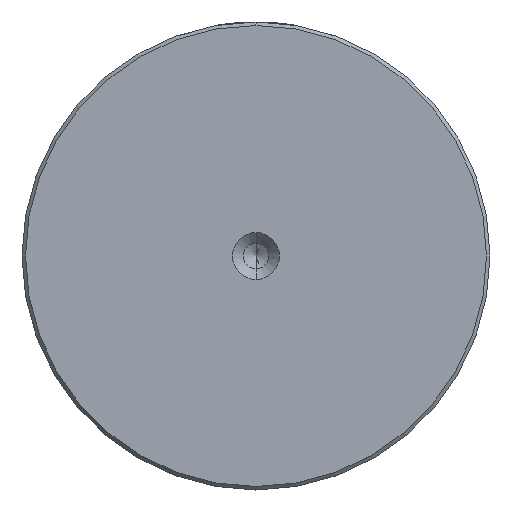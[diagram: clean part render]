
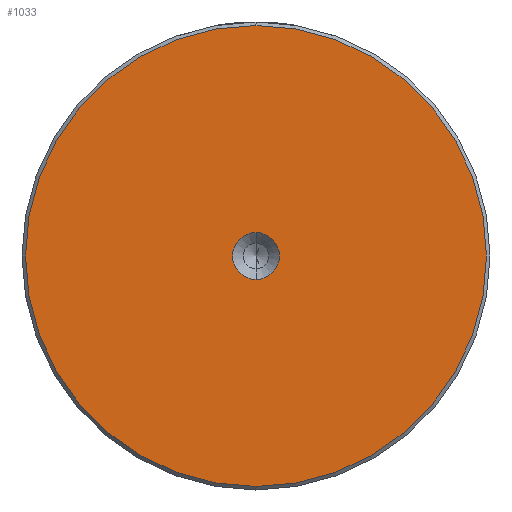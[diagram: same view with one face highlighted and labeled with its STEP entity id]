
A CAD part, left-side view. The second image highlights one B-rep face of the part: STEP entity #1033.
In plain terms, the highlighted planar face has unit normal (-1, 0, 0).
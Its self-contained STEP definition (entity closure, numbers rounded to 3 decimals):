
#38 = EDGE_LOOP ( 'NONE', ( #1628, #1392 ) ) ;
#182 = DIRECTION ( 'NONE',  ( -1., 0., 0. ) ) ;
#208 = DIRECTION ( 'NONE',  ( 0., 0., 1. ) ) ;
#249 = EDGE_CURVE ( 'NONE', #1118, #540, #2469, .T. ) ;
#411 = FACE_OUTER_BOUND ( 'NONE', #38, .T. ) ;
#540 = VERTEX_POINT ( 'NONE', #823 ) ;
#546 = CARTESIAN_POINT ( 'NONE',  ( 0., 0., 0. ) ) ;
#607 = DIRECTION ( 'NONE',  ( -1., 0., 0. ) ) ;
#612 = AXIS2_PLACEMENT_3D ( 'NONE', #546, #1912, #743 ) ;
#682 = AXIS2_PLACEMENT_3D ( 'NONE', #1348, #182, #1545 ) ;
#743 = DIRECTION ( 'NONE',  ( 0., 0., 1. ) ) ;
#761 = PLANE ( 'NONE',  #2034 ) ;
#786 = VERTEX_POINT ( 'NONE', #915 ) ;
#799 = CARTESIAN_POINT ( 'NONE',  ( 0., 0., 0. ) ) ;
#823 = CARTESIAN_POINT ( 'NONE',  ( 0., 0., -3.3 ) ) ;
#832 = CIRCLE ( 'NONE', #2132, 32.5 ) ;
#915 = CARTESIAN_POINT ( 'NONE',  ( 0., 0., -32.5 ) ) ;
#961 = CARTESIAN_POINT ( 'NONE',  ( 0., 0., 0. ) ) ;
#964 = EDGE_CURVE ( 'NONE', #540, #1118, #2468, .T. ) ;
#971 = DIRECTION ( 'NONE',  ( 0., 0., 1. ) ) ;
#994 = DIRECTION ( 'NONE',  ( 0., 0., 1. ) ) ;
#1033 = ADVANCED_FACE ( 'NONE', ( #411, #1828 ), #761, .T. ) ;
#1118 = VERTEX_POINT ( 'NONE', #2479 ) ;
#1172 = EDGE_CURVE ( 'NONE', #1764, #786, #2107, .T. ) ;
#1335 = EDGE_CURVE ( 'NONE', #786, #1764, #832, .T. ) ;
#1348 = CARTESIAN_POINT ( 'NONE',  ( 0., 0., 0. ) ) ;
#1370 = CARTESIAN_POINT ( 'NONE',  ( 0., 0., 0. ) ) ;
#1392 = ORIENTED_EDGE ( 'NONE', *, *, #1172, .T. ) ;
#1545 = DIRECTION ( 'NONE',  ( 0., 0., 1. ) ) ;
#1628 = ORIENTED_EDGE ( 'NONE', *, *, #1335, .T. ) ;
#1653 = CARTESIAN_POINT ( 'NONE',  ( 0., 0., 32.5 ) ) ;
#1662 = ORIENTED_EDGE ( 'NONE', *, *, #249, .F. ) ;
#1764 = VERTEX_POINT ( 'NONE', #1653 ) ;
#1828 = FACE_BOUND ( 'NONE', #1875, .T. ) ;
#1875 = EDGE_LOOP ( 'NONE', ( #1662, #2514 ) ) ;
#1912 = DIRECTION ( 'NONE',  ( -1., 0., 0. ) ) ;
#2034 = AXIS2_PLACEMENT_3D ( 'NONE', #961, #2138, #971 ) ;
#2107 = CIRCLE ( 'NONE', #682, 32.5 ) ;
#2132 = AXIS2_PLACEMENT_3D ( 'NONE', #799, #2161, #994 ) ;
#2138 = DIRECTION ( 'NONE',  ( -1., 0., 0. ) ) ;
#2161 = DIRECTION ( 'NONE',  ( -1., 0., 0. ) ) ;
#2373 = AXIS2_PLACEMENT_3D ( 'NONE', #1370, #607, #208 ) ;
#2468 = CIRCLE ( 'NONE', #612, 3.3 ) ;
#2469 = CIRCLE ( 'NONE', #2373, 3.3 ) ;
#2479 = CARTESIAN_POINT ( 'NONE',  ( 0., 0., 3.3 ) ) ;
#2514 = ORIENTED_EDGE ( 'NONE', *, *, #964, .F. ) ;
